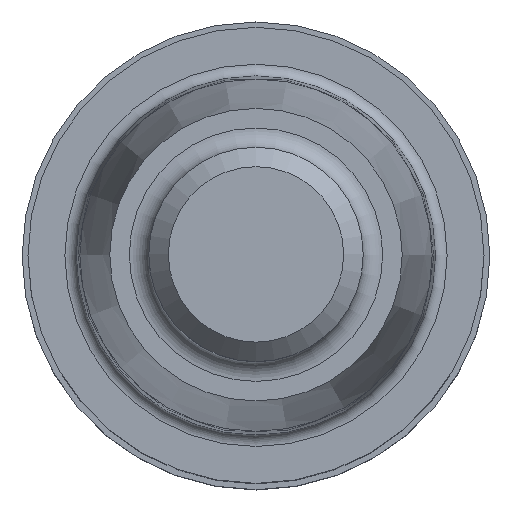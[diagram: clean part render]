
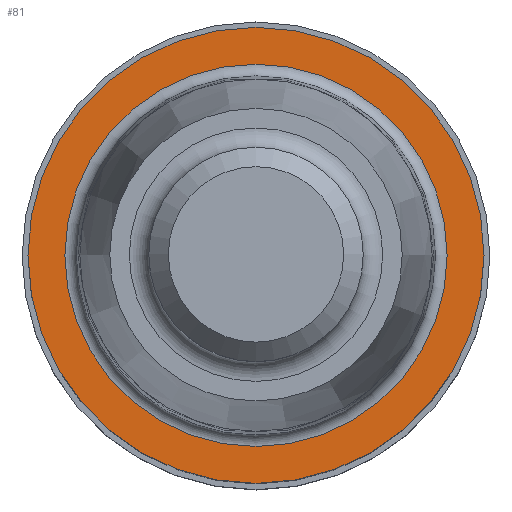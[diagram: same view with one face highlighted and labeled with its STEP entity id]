
A CAD part, top view. The second image highlights one B-rep face of the part: STEP entity #81.
In plain terms, the highlighted planar face has unit normal (0, 0, 1).
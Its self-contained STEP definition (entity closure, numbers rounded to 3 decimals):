
#66=PLANE('',#302);
#81=ADVANCED_FACE('',(#110,#111),#66,.F.);
#110=FACE_BOUND('',#140,.T.);
#111=FACE_BOUND('',#141,.T.);
#140=EDGE_LOOP('',(#172));
#141=EDGE_LOOP('',(#173));
#172=ORIENTED_EDGE('',*,*,#199,.F.);
#173=ORIENTED_EDGE('',*,*,#209,.T.);
#183=VERTEX_POINT('',#415);
#193=VERTEX_POINT('',#446);
#199=EDGE_CURVE('',#183,#183,#215,.T.);
#209=EDGE_CURVE('',#193,#193,#225,.T.);
#215=CIRCLE('',#279,5.85);
#225=CIRCLE('',#300,4.904);
#279=AXIS2_PLACEMENT_3D('',#414,#321,#322);
#300=AXIS2_PLACEMENT_3D('',#445,#363,#364);
#302=AXIS2_PLACEMENT_3D('',#448,#367,#368);
#321=DIRECTION('',(0.,0.,-1.));
#322=DIRECTION('',(-1.,0.,0.));
#363=DIRECTION('',(0.,0.,-1.));
#364=DIRECTION('',(-1.,0.,0.));
#367=DIRECTION('',(0.,0.,-1.));
#368=DIRECTION('',(1.,0.,0.));
#414=CARTESIAN_POINT('',(0.,0.,0.));
#415=CARTESIAN_POINT('',(-5.85,0.,0.));
#445=CARTESIAN_POINT('',(0.,0.,0.));
#446=CARTESIAN_POINT('',(-4.904,0.,0.));
#448=CARTESIAN_POINT('',(4.904,0.,0.));
